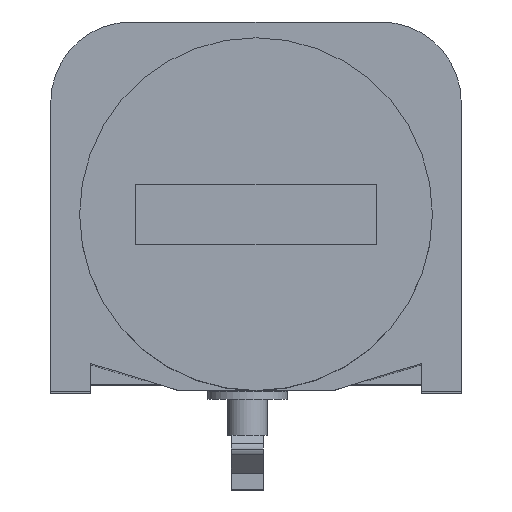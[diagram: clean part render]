
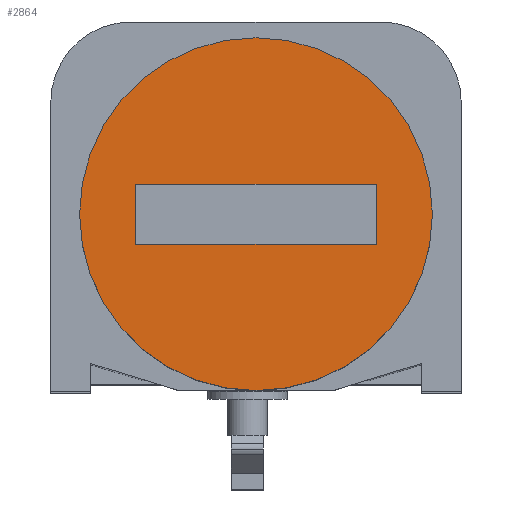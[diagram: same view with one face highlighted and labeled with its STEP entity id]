
A CAD part, top view. The second image highlights one B-rep face of the part: STEP entity #2864.
In plain terms, the highlighted planar face has unit normal (0, 0, 1).
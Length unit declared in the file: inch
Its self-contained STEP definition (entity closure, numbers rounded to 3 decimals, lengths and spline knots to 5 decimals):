
#17 = LINE ( 'NONE', #1518, #40 ) ;
#40 = VECTOR ( 'NONE', #1488, 39.37008 ) ;
#208 = ORIENTED_EDGE ( 'NONE', *, *, #2965, .F. ) ;
#209 = CARTESIAN_POINT ( 'NONE',  ( 0.256, 0.221, 1.77 ) ) ;
#415 = CARTESIAN_POINT ( 'NONE',  ( 0.476, 0.221, 1.77 ) ) ;
#428 = DIRECTION ( 'NONE',  ( -1., 0., 0. ) ) ;
#475 = DIRECTION ( 'NONE',  ( 0., 0., 1. ) ) ;
#554 = CARTESIAN_POINT ( 'NONE',  ( 0.106, 0.2585, 1.77 ) ) ;
#586 = FACE_OUTER_BOUND ( 'NONE', #812, .T. ) ;
#769 = ORIENTED_EDGE ( 'NONE', *, *, #789, .T. ) ;
#789 = EDGE_CURVE ( 'NONE', #1078, #2503, #796, .T. ) ;
#796 = CIRCLE ( 'NONE', #3558, 0.22 ) ;
#812 = EDGE_LOOP ( 'NONE', ( #1615, #769 ) ) ;
#867 = ORIENTED_EDGE ( 'NONE', *, *, #1401, .F. ) ;
#882 = CARTESIAN_POINT ( 'NONE',  ( 0.106, 0.1835, 1.77 ) ) ;
#911 = CARTESIAN_POINT ( 'NONE',  ( 0.256, 0.221, 1.77 ) ) ;
#1078 = VERTEX_POINT ( 'NONE', #415 ) ;
#1122 = VECTOR ( 'NONE', #428, 39.37008 ) ;
#1149 = VERTEX_POINT ( 'NONE', #1413 ) ;
#1292 = CARTESIAN_POINT ( 'NONE',  ( 0.106, 0.2585, 1.77 ) ) ;
#1401 = EDGE_CURVE ( 'NONE', #1652, #1149, #3463, .T. ) ;
#1413 = CARTESIAN_POINT ( 'NONE',  ( 0.406, 0.1835, 1.77 ) ) ;
#1467 = LINE ( 'NONE', #554, #3420 ) ;
#1488 = DIRECTION ( 'NONE',  ( 0., 1., 0. ) ) ;
#1518 = CARTESIAN_POINT ( 'NONE',  ( 0.406, 0.2585, 1.77 ) ) ;
#1524 = DIRECTION ( 'NONE',  ( 1., 0., 0. ) ) ;
#1615 = ORIENTED_EDGE ( 'NONE', *, *, #3671, .T. ) ;
#1652 = VERTEX_POINT ( 'NONE', #3330 ) ;
#1685 = VERTEX_POINT ( 'NONE', #2767 ) ;
#1700 = AXIS2_PLACEMENT_3D ( 'NONE', #911, #2078, #1524 ) ;
#1710 = VECTOR ( 'NONE', #3218, 39.37008 ) ;
#1824 = FACE_BOUND ( 'NONE', #3265, .T. ) ;
#1881 = DIRECTION ( 'NONE',  ( 0., 0., 1. ) ) ;
#1900 = CARTESIAN_POINT ( 'NONE',  ( 0.106, 0.2585, 1.77 ) ) ;
#1960 = VERTEX_POINT ( 'NONE', #1292 ) ;
#1980 = EDGE_CURVE ( 'NONE', #1685, #1960, #2761, .T. ) ;
#2078 = DIRECTION ( 'NONE',  ( 0., 0., 1. ) ) ;
#2242 = EDGE_CURVE ( 'NONE', #1149, #1685, #17, .T. ) ;
#2336 = AXIS2_PLACEMENT_3D ( 'NONE', #2728, #1881, #2433 ) ;
#2433 = DIRECTION ( 'NONE',  ( 1., 0., 0. ) ) ;
#2503 = VERTEX_POINT ( 'NONE', #3387 ) ;
#2545 = ORIENTED_EDGE ( 'NONE', *, *, #1980, .F. ) ;
#2609 = ORIENTED_EDGE ( 'NONE', *, *, #2242, .F. ) ;
#2728 = CARTESIAN_POINT ( 'NONE',  ( 0.256, 0.221, 1.77 ) ) ;
#2761 = LINE ( 'NONE', #1900, #1122 ) ;
#2767 = CARTESIAN_POINT ( 'NONE',  ( 0.406, 0.2585, 1.77 ) ) ;
#2849 = DIRECTION ( 'NONE',  ( 0., -1., 0. ) ) ;
#2864 = ADVANCED_FACE ( 'NONE', ( #1824, #586 ), #3538, .T. ) ;
#2965 = EDGE_CURVE ( 'NONE', #1960, #1652, #1467, .T. ) ;
#3218 = DIRECTION ( 'NONE',  ( 1., 0., 0. ) ) ;
#3265 = EDGE_LOOP ( 'NONE', ( #208, #2545, #2609, #867 ) ) ;
#3330 = CARTESIAN_POINT ( 'NONE',  ( 0.106, 0.1835, 1.77 ) ) ;
#3383 = DIRECTION ( 'NONE',  ( 1., 0., 0. ) ) ;
#3387 = CARTESIAN_POINT ( 'NONE',  ( 0.036, 0.221, 1.77 ) ) ;
#3420 = VECTOR ( 'NONE', #2849, 39.37008 ) ;
#3463 = LINE ( 'NONE', #882, #1710 ) ;
#3538 = PLANE ( 'NONE',  #1700 ) ;
#3558 = AXIS2_PLACEMENT_3D ( 'NONE', #209, #475, #3383 ) ;
#3632 = CIRCLE ( 'NONE', #2336, 0.22 ) ;
#3671 = EDGE_CURVE ( 'NONE', #2503, #1078, #3632, .T. ) ;
